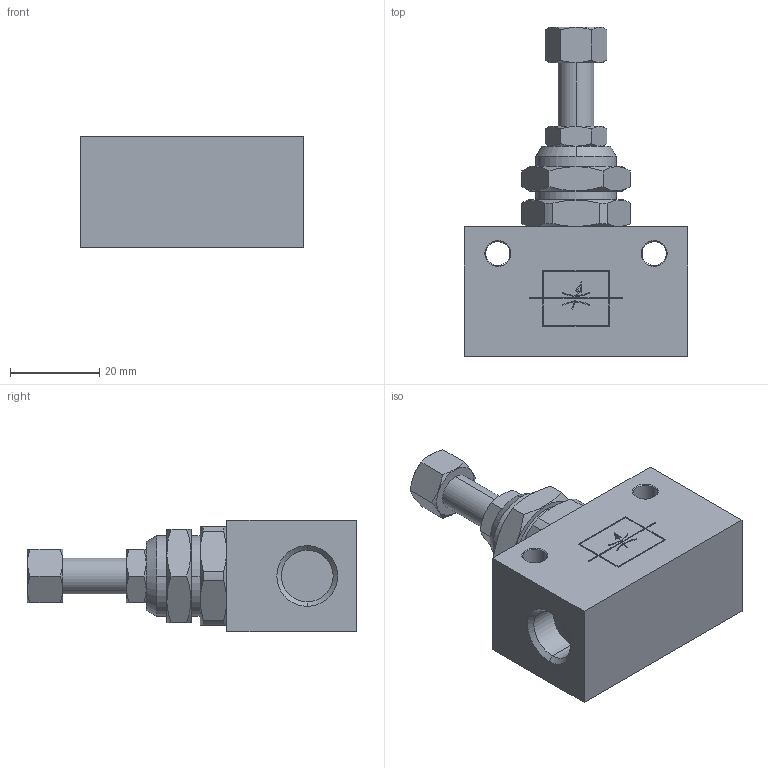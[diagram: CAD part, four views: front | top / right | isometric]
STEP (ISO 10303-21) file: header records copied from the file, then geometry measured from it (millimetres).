
FILE_DESCRIPTION (( 'STEP AP203' ), '1' );
FILE_NAME ('X4110B02.STEP', '2011-10-25T07:04:18', ( 'Gabriele' ), ( '' ), 'SwSTEP 2.0', 'SolidWorks 2011', '' );
FILE_SCHEMA (( 'CONFIG_CONTROL_DESIGN' ));
Length unit declared in the file: millimetre
Products named in the file (1): X4110B02
Bounding box: 50 x 73.8 x 25 mm (x, y, z)
Volume: 42067.8 mm3; surface area: 10596.5 mm2
Topology: 1 solids, 1 shells, 147 faces, 384 edges, 252 vertices
Faces by surface type: plane 85, cone 34, cylinder 28
Entity records: 4943 total; most frequent: CARTESIAN_POINT 1272, ORIENTED_EDGE 768, DIRECTION 712, EDGE_CURVE 384, VERTEX_POINT 252, AXIS2_PLACEMENT_3D 244, LINE 224, VECTOR 224
